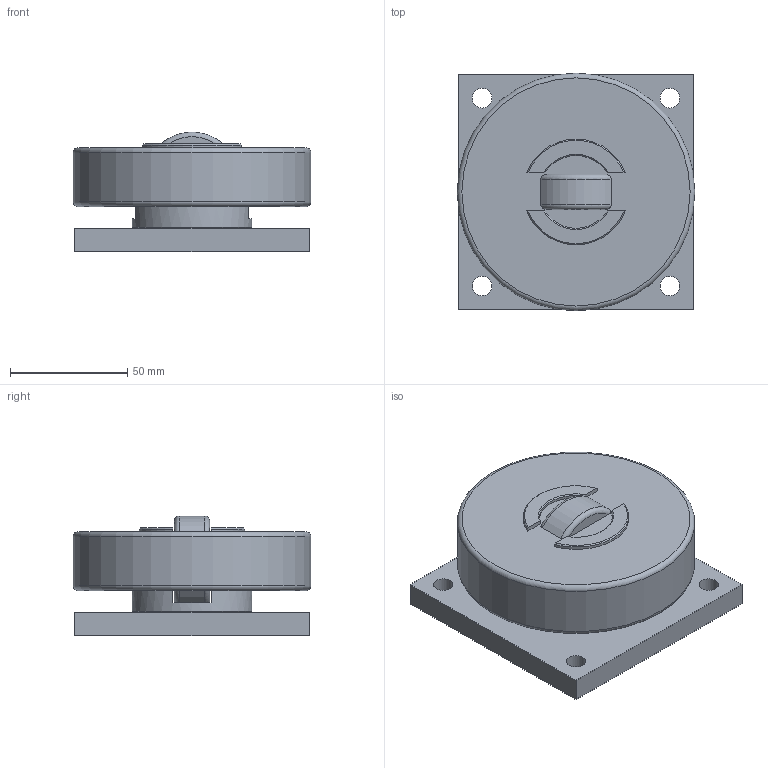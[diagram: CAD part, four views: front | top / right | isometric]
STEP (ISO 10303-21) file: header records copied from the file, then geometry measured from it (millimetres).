
FILE_DESCRIPTION(/* description */ ('-','CAx-IF Rec.Pracs.---Representation and Presentation of Product Manufacturing Information (PMI)---4.0---2014-10-13'),/* implementation_level */ '2;1');
FILE_NAME(/* name */ '4c2f2190-43ba-4285-acb5-9b8c4ceeb2fc.stp',/* time_stamp */ '2020-04-01T16:11:16+02:00',/* author */ ('-'),/* organization */ ('NTI CADcenter A/S'),/* preprocessor_version */ 'ST-DEVELOPER v18',/* originating_system */ 'Autodesk Inventor 2020',/* authorisation */ '-');
FILE_SCHEMA (('AP242_MANAGED_MODEL_BASED_3D_ENGINEERING_MIM_LF { 1 0 10303 442 1 1 4 }'));
Length unit declared in the file: millimetre
Products named in the file (1): PAS 100.0200 BQ1000_Kontur
Bounding box: 101.2 x 101.2 x 51 mm (x, y, z)
Volume: 305360 mm3; surface area: 48988.4 mm2
Topology: 1 solids, 1 shells, 54 faces, 150 edges, 103 vertices
Faces by surface type: plane 27, cylinder 15, torus 6, cone 6
Full cylindrical faces by diameter (mm): 8.376 x4, 31 x1, 51 x1, 101.2 x1
Entity records: 1884 total; most frequent: CARTESIAN_POINT 396, DIRECTION 309, ORIENTED_EDGE 300, EDGE_CURVE 150, AXIS2_PLACEMENT_3D 120, VERTEX_POINT 103, EDGE_LOOP 71, LINE 69
